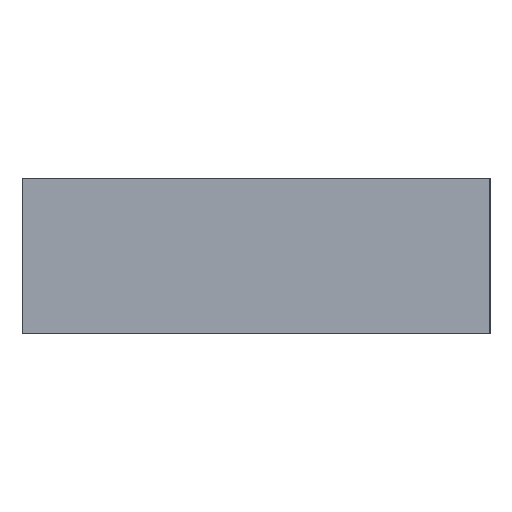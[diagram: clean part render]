
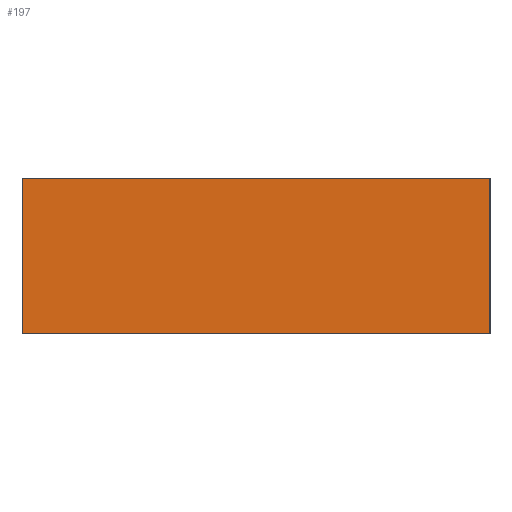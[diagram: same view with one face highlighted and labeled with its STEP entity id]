
A CAD part, left-side view. The second image highlights one B-rep face of the part: STEP entity #197.
In plain terms, the highlighted planar face has unit normal (-1, 0, 0).
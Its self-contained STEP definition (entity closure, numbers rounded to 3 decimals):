
#75 = EDGE_CURVE ( 'NONE', #2623, #338, #766, .T. ) ;
#116 = CARTESIAN_POINT ( 'NONE',  ( 0., 6., 2. ) ) ;
#197 = ADVANCED_FACE ( 'NONE', ( #2779 ), #661, .F. ) ;
#276 = EDGE_CURVE ( 'NONE', #3171, #330, #2765, .T. ) ;
#330 = VERTEX_POINT ( 'NONE', #1034 ) ;
#338 = VERTEX_POINT ( 'NONE', #1059 ) ;
#403 = DIRECTION ( 'NONE',  ( 0., 0., -1. ) ) ;
#411 = CARTESIAN_POINT ( 'NONE',  ( 0., 0., 2. ) ) ;
#473 = EDGE_CURVE ( 'NONE', #3171, #2623, #2516, .T. ) ;
#607 = CARTESIAN_POINT ( 'NONE',  ( 0., 0., 2. ) ) ;
#661 = PLANE ( 'NONE',  #1957 ) ;
#664 = DIRECTION ( 'NONE',  ( 1., 0., 0. ) ) ;
#666 = DIRECTION ( 'NONE',  ( 0., 0., -1. ) ) ;
#740 = CARTESIAN_POINT ( 'NONE',  ( 0., 0., 2. ) ) ;
#766 = LINE ( 'NONE', #411, #2820 ) ;
#824 = EDGE_CURVE ( 'NONE', #330, #338, #2367, .T. ) ;
#855 = CARTESIAN_POINT ( 'NONE',  ( 0., 6., 2. ) ) ;
#856 = DIRECTION ( 'NONE',  ( 0., 0., -1. ) ) ;
#1034 = CARTESIAN_POINT ( 'NONE',  ( 0., 6., 0. ) ) ;
#1059 = CARTESIAN_POINT ( 'NONE',  ( 0., 0., 0. ) ) ;
#1178 = EDGE_LOOP ( 'NONE', ( #1441, #1437, #3101, #1397 ) ) ;
#1388 = DIRECTION ( 'NONE',  ( 0., -1., 0. ) ) ;
#1395 = CARTESIAN_POINT ( 'NONE',  ( 0., 0., 2. ) ) ;
#1397 = ORIENTED_EDGE ( 'NONE', *, *, #276, .T. ) ;
#1437 = ORIENTED_EDGE ( 'NONE', *, *, #75, .F. ) ;
#1441 = ORIENTED_EDGE ( 'NONE', *, *, #824, .T. ) ;
#1957 = AXIS2_PLACEMENT_3D ( 'NONE', #740, #664, #666 ) ;
#2364 = VECTOR ( 'NONE', #2617, 1000. ) ;
#2367 = LINE ( 'NONE', #2610, #2364 ) ;
#2511 = VECTOR ( 'NONE', #1388, 1000. ) ;
#2516 = LINE ( 'NONE', #1395, #2511 ) ;
#2610 = CARTESIAN_POINT ( 'NONE',  ( 0., 0., 0. ) ) ;
#2617 = DIRECTION ( 'NONE',  ( 0., -1., 0. ) ) ;
#2623 = VERTEX_POINT ( 'NONE', #607 ) ;
#2757 = VECTOR ( 'NONE', #856, 1000. ) ;
#2765 = LINE ( 'NONE', #855, #2757 ) ;
#2779 = FACE_OUTER_BOUND ( 'NONE', #1178, .T. ) ;
#2820 = VECTOR ( 'NONE', #403, 1000. ) ;
#3101 = ORIENTED_EDGE ( 'NONE', *, *, #473, .F. ) ;
#3171 = VERTEX_POINT ( 'NONE', #116 ) ;
